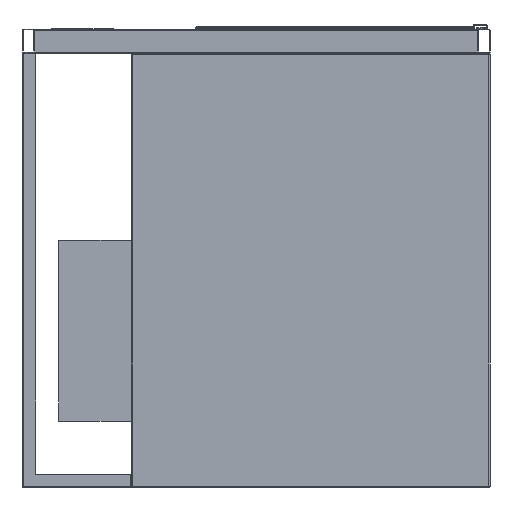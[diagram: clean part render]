
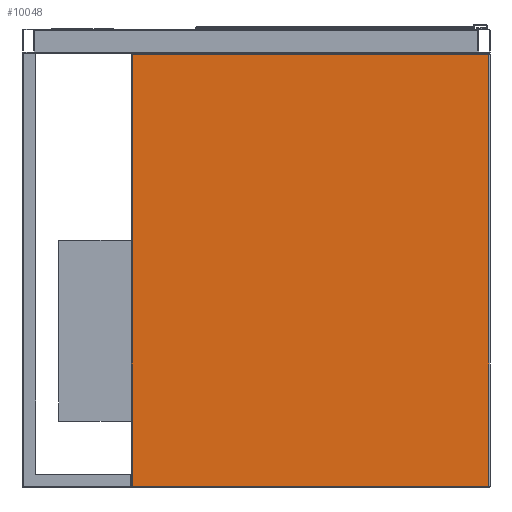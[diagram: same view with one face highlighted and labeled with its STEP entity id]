
A CAD part, front view. The second image highlights one B-rep face of the part: STEP entity #10048.
In plain terms, the highlighted planar face has unit normal (0, -1, 0).
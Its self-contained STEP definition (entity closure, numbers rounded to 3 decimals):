
#150 = LINE ( 'NONE', #8538, #9978 ) ;
#220 = VERTEX_POINT ( 'NONE', #2824 ) ;
#587 = LINE ( 'NONE', #4532, #9215 ) ;
#1172 = CARTESIAN_POINT ( 'NONE',  ( 295.5, -380., -42. ) ) ;
#1259 = DIRECTION ( 'NONE',  ( -1., 0., 0. ) ) ;
#1607 = LINE ( 'NONE', #13733, #2143 ) ;
#1608 = CARTESIAN_POINT ( 'NONE',  ( 295.5, -380., -758. ) ) ;
#2143 = VECTOR ( 'NONE', #9055, 1000. ) ;
#2739 = EDGE_CURVE ( 'NONE', #12932, #11759, #150, .T. ) ;
#2824 = CARTESIAN_POINT ( 'NONE',  ( -295.5, -380., -758. ) ) ;
#3005 = DIRECTION ( 'NONE',  ( 0., 0., 1. ) ) ;
#3446 = FACE_OUTER_BOUND ( 'NONE', #5005, .T. ) ;
#3946 = ORIENTED_EDGE ( 'NONE', *, *, #8291, .T. ) ;
#4532 = CARTESIAN_POINT ( 'NONE',  ( -295.5, -380., -760. ) ) ;
#5005 = EDGE_LOOP ( 'NONE', ( #6088, #6238, #3946, #6599 ) ) ;
#6088 = ORIENTED_EDGE ( 'NONE', *, *, #2739, .T. ) ;
#6238 = ORIENTED_EDGE ( 'NONE', *, *, #10288, .T. ) ;
#6475 = DIRECTION ( 'NONE',  ( 0., -1., 0. ) ) ;
#6599 = ORIENTED_EDGE ( 'NONE', *, *, #7053, .T. ) ;
#7053 = EDGE_CURVE ( 'NONE', #10178, #12932, #15200, .T. ) ;
#7203 = PLANE ( 'NONE',  #13655 ) ;
#8291 = EDGE_CURVE ( 'NONE', #220, #10178, #1607, .T. ) ;
#8538 = CARTESIAN_POINT ( 'NONE',  ( -297.5, -380., -42. ) ) ;
#9055 = DIRECTION ( 'NONE',  ( 1., 0., 0. ) ) ;
#9215 = VECTOR ( 'NONE', #10227, 1000. ) ;
#9764 = CARTESIAN_POINT ( 'NONE',  ( -295.5, -380., -42. ) ) ;
#9842 = DIRECTION ( 'NONE',  ( 0., 0., -1. ) ) ;
#9978 = VECTOR ( 'NONE', #1259, 1000. ) ;
#10048 = ADVANCED_FACE ( 'Fl�che8', ( #3446 ), #7203, .T. ) ;
#10178 = VERTEX_POINT ( 'NONE', #1608 ) ;
#10227 = DIRECTION ( 'NONE',  ( 0., 0., -1. ) ) ;
#10288 = EDGE_CURVE ( 'NONE', #11759, #220, #587, .T. ) ;
#11383 = VECTOR ( 'NONE', #3005, 1000. ) ;
#11759 = VERTEX_POINT ( 'NONE', #9764 ) ;
#12932 = VERTEX_POINT ( 'NONE', #1172 ) ;
#13655 = AXIS2_PLACEMENT_3D ( 'NONE', #14456, #6475, #9842 ) ;
#13733 = CARTESIAN_POINT ( 'NONE',  ( -297.5, -380., -758. ) ) ;
#13863 = CARTESIAN_POINT ( 'NONE',  ( 295.5, -380., -760. ) ) ;
#14456 = CARTESIAN_POINT ( 'NONE',  ( -297.5, -380., -760. ) ) ;
#15200 = LINE ( 'NONE', #13863, #11383 ) ;
